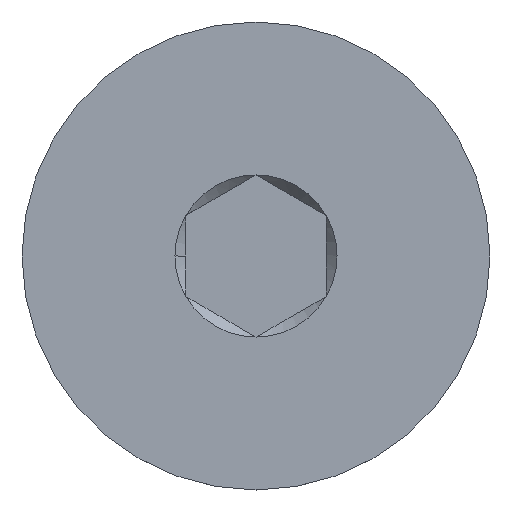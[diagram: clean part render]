
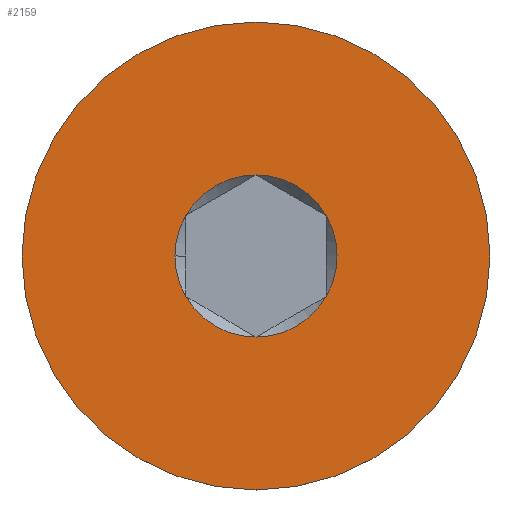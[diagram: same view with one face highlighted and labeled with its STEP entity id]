
A CAD part, top view. The second image highlights one B-rep face of the part: STEP entity #2159.
In plain terms, the highlighted planar face has unit normal (0, 0, 1).
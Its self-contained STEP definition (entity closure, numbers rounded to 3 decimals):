
#14 = VERTEX_POINT ( 'NONE', #2287 ) ;
#127 = EDGE_CURVE ( 'NONE', #1398, #2001, #507, .T. ) ;
#157 = AXIS2_PLACEMENT_3D ( 'NONE', #1524, #2072, #770 ) ;
#219 = CARTESIAN_POINT ( 'NONE',  ( 0., 0., 12.5 ) ) ;
#228 = CIRCLE ( 'NONE', #446, 10. ) ;
#232 = DIRECTION ( 'NONE',  ( -1., 0., 0. ) ) ;
#259 = CARTESIAN_POINT ( 'NONE',  ( 0., -10., 12.5 ) ) ;
#289 = CIRCLE ( 'NONE', #1303, 3.464 ) ;
#395 = VERTEX_POINT ( 'NONE', #4068 ) ;
#432 = DIRECTION ( 'NONE',  ( 0., 0., 1. ) ) ;
#446 = AXIS2_PLACEMENT_3D ( 'NONE', #3313, #432, #1984 ) ;
#507 = CIRCLE ( 'NONE', #157, 3.464 ) ;
#590 = CARTESIAN_POINT ( 'NONE',  ( 0., 0., 12.5 ) ) ;
#670 = ORIENTED_EDGE ( 'NONE', *, *, #127, .T. ) ;
#675 = ORIENTED_EDGE ( 'NONE', *, *, #3629, .T. ) ;
#679 = CARTESIAN_POINT ( 'NONE',  ( 0., 0., 12.5 ) ) ;
#770 = DIRECTION ( 'NONE',  ( -1., 0., 0. ) ) ;
#867 = DIRECTION ( 'NONE',  ( 0., 0., 1. ) ) ;
#869 = ORIENTED_EDGE ( 'NONE', *, *, #3409, .T. ) ;
#894 = VERTEX_POINT ( 'NONE', #4019 ) ;
#955 = AXIS2_PLACEMENT_3D ( 'NONE', #3097, #1830, #3457 ) ;
#1078 = AXIS2_PLACEMENT_3D ( 'NONE', #2139, #3078, #2452 ) ;
#1130 = CARTESIAN_POINT ( 'NONE',  ( -3., 1.732, 12.5 ) ) ;
#1156 = DIRECTION ( 'NONE',  ( 0., 0., -1. ) ) ;
#1202 = CARTESIAN_POINT ( 'NONE',  ( 0., 0., 12.5 ) ) ;
#1232 = EDGE_CURVE ( 'NONE', #395, #2172, #1458, .T. ) ;
#1240 = AXIS2_PLACEMENT_3D ( 'NONE', #1202, #4078, #232 ) ;
#1259 = EDGE_CURVE ( 'NONE', #14, #3856, #1859, .T. ) ;
#1279 = ORIENTED_EDGE ( 'NONE', *, *, #2045, .T. ) ;
#1303 = AXIS2_PLACEMENT_3D ( 'NONE', #219, #3460, #2801 ) ;
#1398 = VERTEX_POINT ( 'NONE', #2533 ) ;
#1400 = CIRCLE ( 'NONE', #955, 3.464 ) ;
#1458 = CIRCLE ( 'NONE', #3744, 3.464 ) ;
#1524 = CARTESIAN_POINT ( 'NONE',  ( 0., 0., 12.5 ) ) ;
#1539 = EDGE_CURVE ( 'NONE', #2172, #14, #289, .T. ) ;
#1692 = VERTEX_POINT ( 'NONE', #259 ) ;
#1703 = DIRECTION ( 'NONE',  ( 0., 0., -1. ) ) ;
#1804 = CARTESIAN_POINT ( 'NONE',  ( 0., 0., 12.5 ) ) ;
#1817 = EDGE_CURVE ( 'NONE', #3543, #395, #3380, .T. ) ;
#1830 = DIRECTION ( 'NONE',  ( 0., 0., -1. ) ) ;
#1836 = DIRECTION ( 'NONE',  ( -1., 0., 0. ) ) ;
#1859 = CIRCLE ( 'NONE', #1240, 3.464 ) ;
#1949 = CIRCLE ( 'NONE', #2332, 10. ) ;
#1984 = DIRECTION ( 'NONE',  ( 0., -1., 0. ) ) ;
#2001 = VERTEX_POINT ( 'NONE', #3495 ) ;
#2045 = EDGE_CURVE ( 'NONE', #894, #1692, #1949, .T. ) ;
#2072 = DIRECTION ( 'NONE',  ( 0., 0., -1. ) ) ;
#2130 = EDGE_CURVE ( 'NONE', #2001, #3543, #1400, .T. ) ;
#2139 = CARTESIAN_POINT ( 'NONE',  ( 0., 0., 12.5 ) ) ;
#2159 = ADVANCED_FACE ( 'NONE', ( #4063, #2556 ), #2323, .F. ) ;
#2166 = DIRECTION ( 'NONE',  ( -1., 0., 0. ) ) ;
#2172 = VERTEX_POINT ( 'NONE', #2651 ) ;
#2287 = CARTESIAN_POINT ( 'NONE',  ( 3., -1.732, 12.5 ) ) ;
#2323 = PLANE ( 'NONE',  #3643 ) ;
#2332 = AXIS2_PLACEMENT_3D ( 'NONE', #1804, #867, #3422 ) ;
#2452 = DIRECTION ( 'NONE',  ( -1., 0., 0. ) ) ;
#2498 = CARTESIAN_POINT ( 'NONE',  ( 0., 0., 12.5 ) ) ;
#2533 = CARTESIAN_POINT ( 'NONE',  ( -3., -1.732, 12.5 ) ) ;
#2556 = FACE_BOUND ( 'NONE', #3988, .T. ) ;
#2589 = DIRECTION ( 'NONE',  ( 0., 1., 0. ) ) ;
#2651 = CARTESIAN_POINT ( 'NONE',  ( 3., 1.732, 12.5 ) ) ;
#2742 = AXIS2_PLACEMENT_3D ( 'NONE', #2498, #1156, #2166 ) ;
#2801 = DIRECTION ( 'NONE',  ( -1., 0., 0. ) ) ;
#2856 = CIRCLE ( 'NONE', #2742, 3.464 ) ;
#2864 = CARTESIAN_POINT ( 'NONE',  ( 0., -3.464, 12.5 ) ) ;
#3023 = ORIENTED_EDGE ( 'NONE', *, *, #2130, .T. ) ;
#3078 = DIRECTION ( 'NONE',  ( 0., 0., -1. ) ) ;
#3097 = CARTESIAN_POINT ( 'NONE',  ( 0., 0., 12.5 ) ) ;
#3157 = DIRECTION ( 'NONE',  ( 0., 0., -1. ) ) ;
#3313 = CARTESIAN_POINT ( 'NONE',  ( 0., 0., 12.5 ) ) ;
#3380 = CIRCLE ( 'NONE', #1078, 3.464 ) ;
#3409 = EDGE_CURVE ( 'NONE', #1692, #894, #228, .T. ) ;
#3422 = DIRECTION ( 'NONE',  ( 0., -1., 0. ) ) ;
#3457 = DIRECTION ( 'NONE',  ( -1., 0., 0. ) ) ;
#3460 = DIRECTION ( 'NONE',  ( 0., 0., -1. ) ) ;
#3495 = CARTESIAN_POINT ( 'NONE',  ( -3.464, 0., 12.5 ) ) ;
#3543 = VERTEX_POINT ( 'NONE', #1130 ) ;
#3629 = EDGE_CURVE ( 'NONE', #3856, #1398, #2856, .T. ) ;
#3643 = AXIS2_PLACEMENT_3D ( 'NONE', #679, #1703, #2589 ) ;
#3740 = ORIENTED_EDGE ( 'NONE', *, *, #1817, .T. ) ;
#3744 = AXIS2_PLACEMENT_3D ( 'NONE', #590, #3157, #1836 ) ;
#3856 = VERTEX_POINT ( 'NONE', #2864 ) ;
#3988 = EDGE_LOOP ( 'NONE', ( #3740, #4096, #4039, #4114, #675, #670, #3023 ) ) ;
#4019 = CARTESIAN_POINT ( 'NONE',  ( 0., 10., 12.5 ) ) ;
#4039 = ORIENTED_EDGE ( 'NONE', *, *, #1539, .T. ) ;
#4063 = FACE_OUTER_BOUND ( 'NONE', #4091, .T. ) ;
#4068 = CARTESIAN_POINT ( 'NONE',  ( 0., 3.464, 12.5 ) ) ;
#4078 = DIRECTION ( 'NONE',  ( 0., 0., -1. ) ) ;
#4091 = EDGE_LOOP ( 'NONE', ( #869, #1279 ) ) ;
#4096 = ORIENTED_EDGE ( 'NONE', *, *, #1232, .T. ) ;
#4114 = ORIENTED_EDGE ( 'NONE', *, *, #1259, .T. ) ;
